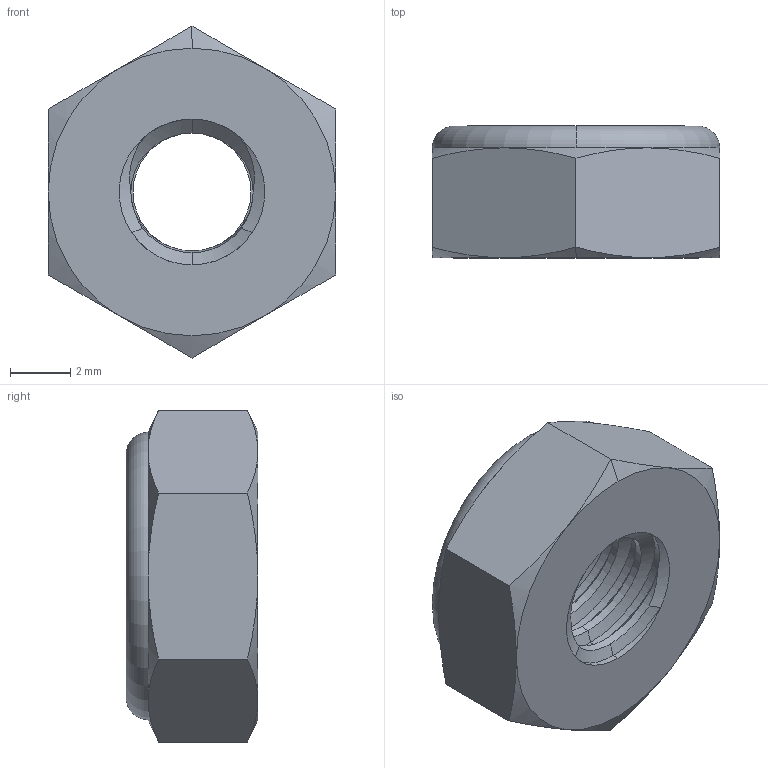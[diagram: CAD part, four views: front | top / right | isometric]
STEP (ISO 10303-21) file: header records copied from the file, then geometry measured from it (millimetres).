
FILE_DESCRIPTION (( 'STEP AP203' ), '1' );
FILE_NAME ('90101A011_18-8 Stainless Steel Thin Nylon-Insert Locknut.STEP', '2021-07-09T06:39:13', ( 'Administrator' ), ( 'Managed by Terraform' ), 'SwSTEP 2.0', 'SolidWorks 2017', '' );
FILE_SCHEMA (( 'CONFIG_CONTROL_DESIGN' ));
Length unit declared in the file: inch
Products named in the file (1): 90101A011_18-8 Stainless Steel Thin Nylon-Insert Locknut
Bounding box: 9.53 x 4.37 x 11 mm (x, y, z)
Volume: 256.4 mm3; surface area: 530 mm2
Topology: 2 solids, 2 shells, 70 faces, 151 edges, 87 vertices
Faces by surface type: cone 32, cylinder 20, plane 12, torus 6
Entity records: 2401 total; most frequent: CARTESIAN_POINT 865, DIRECTION 303, ORIENTED_EDGE 302, EDGE_CURVE 151, AXIS2_PLACEMENT_3D 133, VERTEX_POINT 87, EDGE_LOOP 76, FACE_OUTER_BOUND 70
